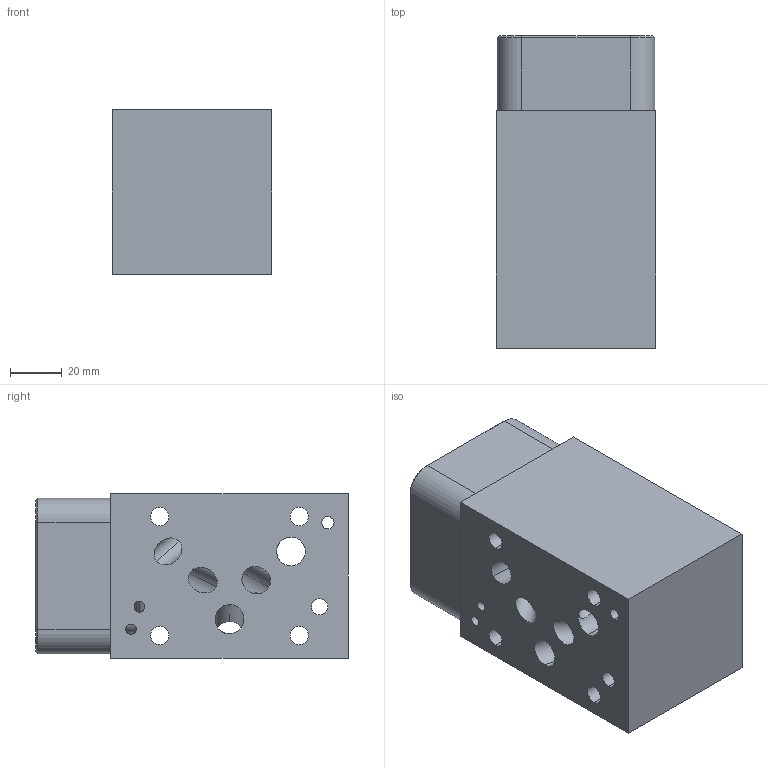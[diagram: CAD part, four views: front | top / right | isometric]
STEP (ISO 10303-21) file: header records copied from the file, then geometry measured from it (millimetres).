
FILE_DESCRIPTION((''),'2;1');
FILE_NAME('NJB_ASM','2019-10-30T',('ProEService'),(''),'PRO/ENGINEER BY PARAMETRIC TECHNOLOGY CORPORATION, 2014200','PRO/ENGINEER BY PARAMETRIC TECHNOLOGY CORPORATION, 2014200','');
FILE_SCHEMA(('CONFIG_CONTROL_DESIGN'));
Length unit declared in the file: inch
Products named in the file (3): 152-915; A330-090-000; NJB_ASM
Assembly tree (3 placements, depth 2):
  NJB_ASM
    152-915
    A330-090-000  x2
Bounding box: 61.93 x 121.13 x 63.5 mm (x, y, z)
Volume: 382296 mm3; surface area: 64834.9 mm2
Topology: 5 solids, 5 shells, 228 faces, 828 edges, 748 vertices
Faces by surface type: cylinder 88, cone 68, plane 51, torus 14, sphere 7
Entity records: 9814 total; most frequent: CARTESIAN_POINT 3791, DIRECTION 1236, ORIENTED_EDGE 982, EDGE_CURVE 491, VECTOR 428, LINE 428, AXIS2_PLACEMENT_3D 404, VERTEX_POINT 309
